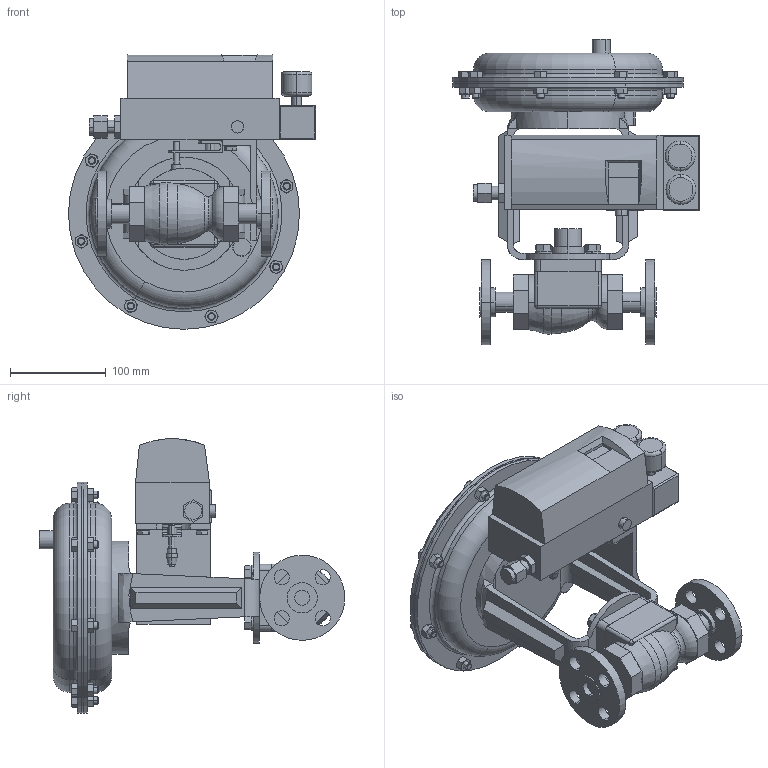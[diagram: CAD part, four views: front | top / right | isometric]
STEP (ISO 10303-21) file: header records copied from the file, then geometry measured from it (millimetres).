
FILE_DESCRIPTION (( 'STEP AP203' ), '1' );
FILE_NAME ('78SP-050-BR+CS+S6-F5-35M-16IQ.step', '2017-09-25T17:07:16', ( '' ), ( '' ), 'SwSTEP 2.0', 'SolidWorks 2014', '' );
FILE_SCHEMA (( 'CONFIG_CONTROL_DESIGN' ));
Length unit declared in the file: inch
Products named in the file (1): 78SP-050-BR+CS+S6-F5-35M-16IQ
Bounding box: 258.03 x 319.13 x 286.74 mm (x, y, z)
Volume: 4653464.6 mm3; surface area: 614083.9 mm2
Topology: 44 solids, 44 shells, 881 faces, 1950 edges, 1196 vertices
Faces by surface type: plane 423, cone 226, cylinder 193, torus 29, sphere 6, bspline 4
Entity records: 25949 total; most frequent: CARTESIAN_POINT 6865, DIRECTION 3929, ORIENTED_EDGE 3884, EDGE_CURVE 1942, AXIS2_PLACEMENT_3D 1541, VERTEX_POINT 1196, EDGE_LOOP 952, ADVANCED_FACE 881
